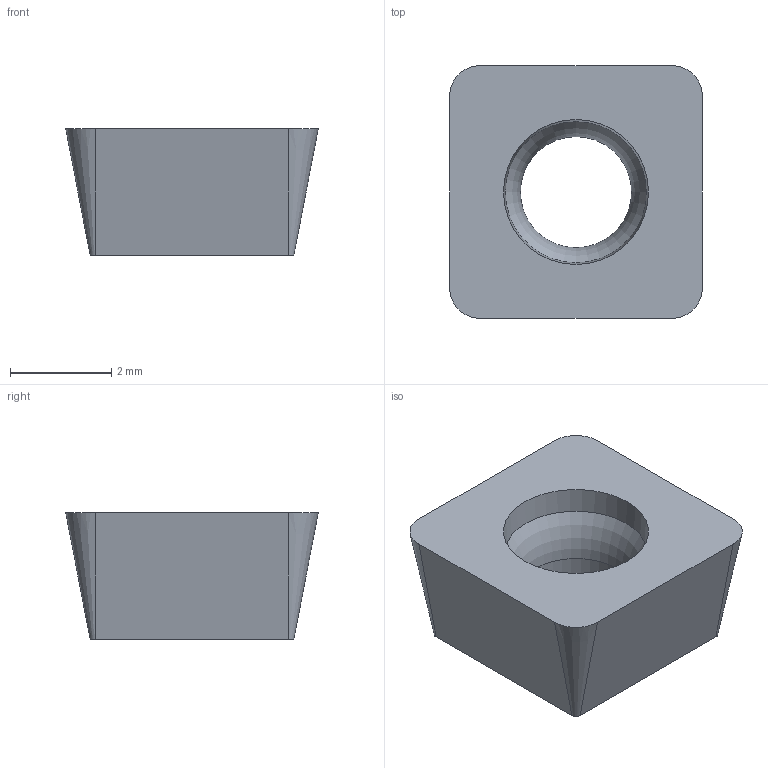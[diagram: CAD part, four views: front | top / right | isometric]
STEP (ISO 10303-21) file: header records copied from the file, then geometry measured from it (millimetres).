
FILE_DESCRIPTION(/* description */ (''),/* implementation_level */ '2;1');
FILE_NAME(/* name */ '1539173340792.stp',/* time_stamp */ '2018-10-10T14:09:16+02:00',/* author */ (''),/* organization */ ('SMS'),/* preprocessor_version */ 'ST-DEVELOPER v15',/* originating_system */ 'SIEMENS PLM Software NX 8.5',/* authorisation */ '');
FILE_SCHEMA (('AUTOMOTIVE_DESIGN { 1 0 10303 214 3 1 1 1 }'));
Length unit declared in the file: millimetre
Products named in the file (1): 201918613mod000_00
Bounding box: 5 x 5 x 2.5 mm (x, y, z)
Volume: 39.4 mm3; surface area: 94.4 mm2
Topology: 1 solids, 1 shells, 13 faces, 32 edges, 23 vertices
Faces by surface type: plane 6, cone 5, cylinder 1, torus 1
Full cylindrical faces by diameter (mm): 2.2 x1
Entity records: 476 total; most frequent: CARTESIAN_POINT 110, DIRECTION 72, ORIENTED_EDGE 56, EDGE_CURVE 28, AXIS2_PLACEMENT_3D 28, VERTEX_POINT 20, EDGE_LOOP 18, LINE 16
